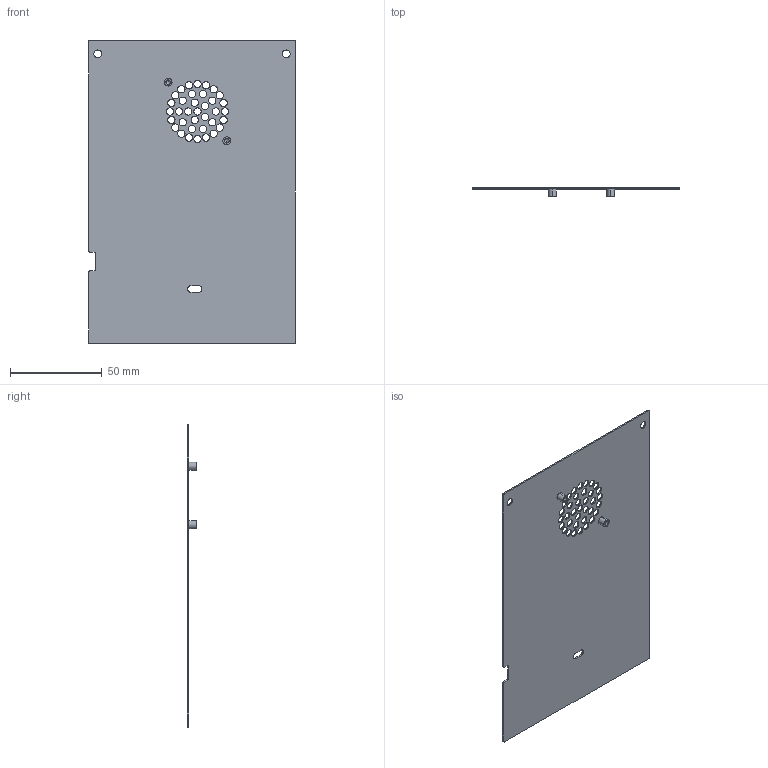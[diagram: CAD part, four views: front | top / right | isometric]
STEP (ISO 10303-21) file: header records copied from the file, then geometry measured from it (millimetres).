
FILE_DESCRIPTION (( 'STEP AP214' ), '1' );
FILE_NAME ('Sheetmetal enclosure top.step', '2018-06-21T12:59:48', ( 'User' ), ( 'china' ), 'SwSTEP 2.0', 'SolidWorks 2016', '' );
FILE_SCHEMA (( 'AUTOMOTIVE_DESIGN' ));
Length unit declared in the file: millimetre
Products named in the file (1): Sheetmetal enclosure top
Bounding box: 113 x 5 x 166 mm (x, y, z)
Volume: 14644 mm3; surface area: 37447.6 mm2
Topology: 1 solids, 1 shells, 112 faces, 320 edges, 210 vertices
Faces by surface type: cylinder 94, plane 14, cone 4
Entity records: 3966 total; most frequent: DIRECTION 730, CARTESIAN_POINT 639, ORIENTED_EDGE 632, EDGE_CURVE 316, AXIS2_PLACEMENT_3D 301, VERTEX_POINT 210, EDGE_LOOP 194, CIRCLE 188
